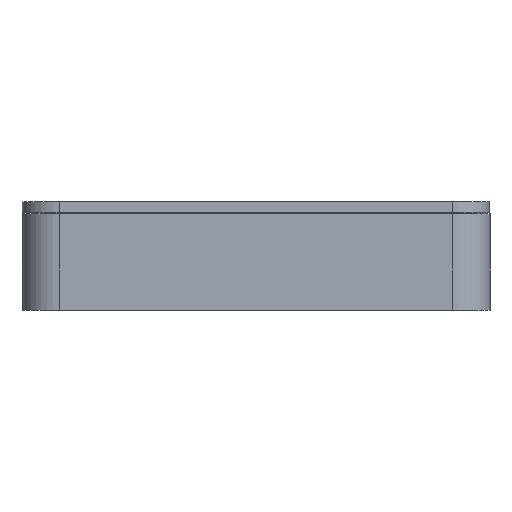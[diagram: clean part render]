
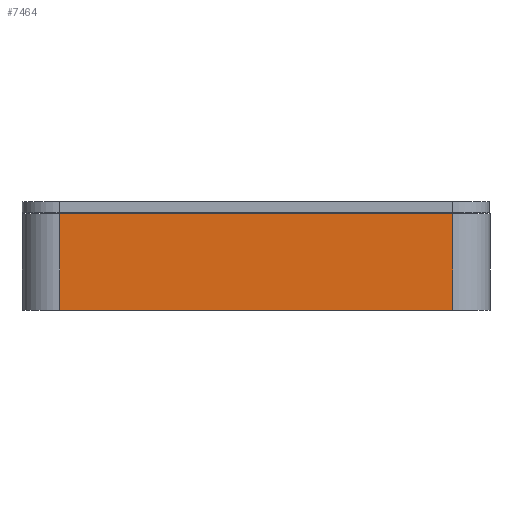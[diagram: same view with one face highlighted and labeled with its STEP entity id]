
A CAD part, front view. The second image highlights one B-rep face of the part: STEP entity #7464.
In plain terms, the highlighted planar face has unit normal (0, -1, 0).
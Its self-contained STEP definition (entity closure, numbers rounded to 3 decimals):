
#1132=FACE_OUTER_BOUND('',#1564,.T.);
#1564=EDGE_LOOP('',(#6576,#6577,#6578,#6579));
#2146=LINE('',#14305,#2768);
#2161=LINE('',#14357,#2783);
#2168=LINE('',#14379,#2790);
#2170=LINE('',#14382,#2792);
#2768=VECTOR('',#8553,10.);
#2783=VECTOR('',#8598,10.);
#2790=VECTOR('',#8621,10.);
#2792=VECTOR('',#8625,10.);
#3506=VERTEX_POINT('',#14302);
#3507=VERTEX_POINT('',#14304);
#3528=VERTEX_POINT('',#14354);
#3529=VERTEX_POINT('',#14356);
#4540=EDGE_CURVE('',#3506,#3507,#2146,.T.);
#4564=EDGE_CURVE('',#3528,#3529,#2161,.T.);
#4576=EDGE_CURVE('',#3529,#3506,#2168,.T.);
#4578=EDGE_CURVE('',#3507,#3528,#2170,.T.);
#6576=ORIENTED_EDGE('',*,*,#4576,.F.);
#6577=ORIENTED_EDGE('',*,*,#4564,.F.);
#6578=ORIENTED_EDGE('',*,*,#4578,.F.);
#6579=ORIENTED_EDGE('',*,*,#4540,.F.);
#7098=PLANE('',#7706);
#7464=ADVANCED_FACE('',(#1132),#7098,.T.);
#7706=AXIS2_PLACEMENT_3D('',#14381,#8623,#8624);
#8553=DIRECTION('',(-1.,0.,0.));
#8598=DIRECTION('',(1.,0.,0.));
#8621=DIRECTION('',(0.,0.,-1.));
#8623=DIRECTION('center_axis',(0.,-1.,0.));
#8624=DIRECTION('ref_axis',(1.,0.,0.));
#8625=DIRECTION('',(0.,0.,1.));
#14302=CARTESIAN_POINT('',(48.362,-73.413,0.));
#14304=CARTESIAN_POINT('',(-4.5,-73.413,0.));
#14305=CARTESIAN_POINT('',(53.362,-73.413,0.));
#14354=CARTESIAN_POINT('',(-4.5,-73.413,13.));
#14356=CARTESIAN_POINT('',(48.362,-73.413,13.));
#14357=CARTESIAN_POINT('',(53.362,-73.413,13.));
#14379=CARTESIAN_POINT('',(48.362,-73.413,0.));
#14381=CARTESIAN_POINT('Origin',(-9.5,-73.413,0.));
#14382=CARTESIAN_POINT('',(-4.5,-73.413,0.));
